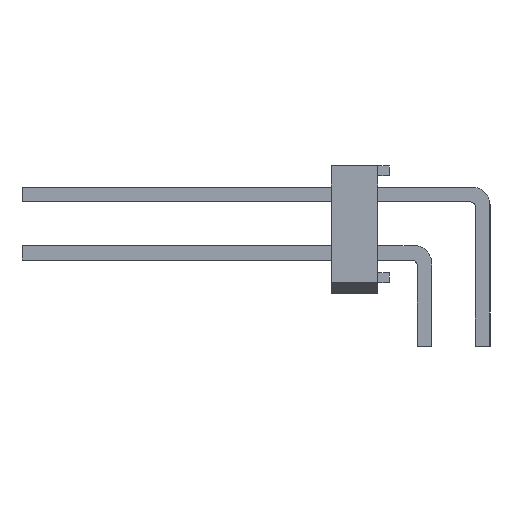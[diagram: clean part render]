
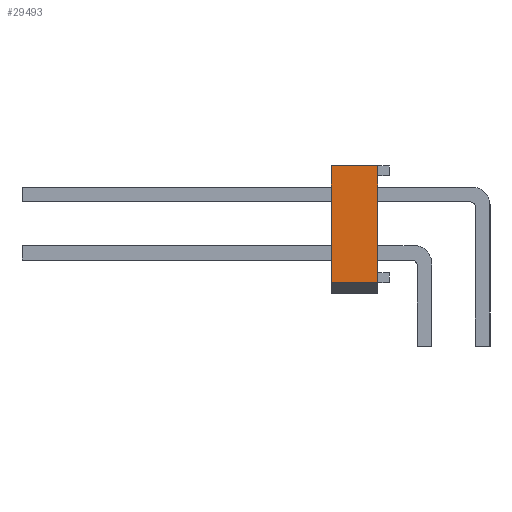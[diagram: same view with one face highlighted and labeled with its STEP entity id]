
A CAD part, left-side view. The second image highlights one B-rep face of the part: STEP entity #29493.
In plain terms, the highlighted face is planar.
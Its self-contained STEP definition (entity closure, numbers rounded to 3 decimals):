
#15770 = VERTEX_POINT('',#15771);
#15771 = CARTESIAN_POINT('',(29.21,2.54,-2.54));
#15777 = EDGE_CURVE('',#15770,#15778,#15780,.T.);
#15778 = VERTEX_POINT('',#15779);
#15779 = CARTESIAN_POINT('',(29.21,0.508,-2.54));
#15780 = LINE('',#15781,#15782);
#15781 = CARTESIAN_POINT('',(29.21,2.54,-2.54));
#15782 = VECTOR('',#15783,1.);
#15783 = DIRECTION('',(0.,-1.,0.));
#29458 = VERTEX_POINT('',#29459);
#29459 = CARTESIAN_POINT('',(29.21,0.508,2.54));
#29467 = EDGE_CURVE('',#29468,#29458,#29470,.T.);
#29468 = VERTEX_POINT('',#29469);
#29469 = CARTESIAN_POINT('',(29.21,2.54,2.54));
#29470 = LINE('',#29471,#29472);
#29471 = CARTESIAN_POINT('',(29.21,2.54,2.54));
#29472 = VECTOR('',#29473,1.);
#29473 = DIRECTION('',(0.,-1.,0.));
#29493 = ADVANCED_FACE('',(#29494),#29510,.F.);
#29494 = FACE_BOUND('',#29495,.T.);
#29495 = EDGE_LOOP('',(#29496,#29502,#29503,#29509));
#29496 = ORIENTED_EDGE('',*,*,#29497,.F.);
#29497 = EDGE_CURVE('',#15778,#29458,#29498,.T.);
#29498 = LINE('',#29499,#29500);
#29499 = CARTESIAN_POINT('',(29.21,0.508,2.54));
#29500 = VECTOR('',#29501,1.);
#29501 = DIRECTION('',(0.,0.,1.));
#29502 = ORIENTED_EDGE('',*,*,#15777,.F.);
#29503 = ORIENTED_EDGE('',*,*,#29504,.F.);
#29504 = EDGE_CURVE('',#29468,#15770,#29505,.T.);
#29505 = LINE('',#29506,#29507);
#29506 = CARTESIAN_POINT('',(29.21,2.54,2.54));
#29507 = VECTOR('',#29508,1.);
#29508 = DIRECTION('',(0.,0.,-1.));
#29509 = ORIENTED_EDGE('',*,*,#29467,.T.);
#29510 = PLANE('',#29511);
#29511 = AXIS2_PLACEMENT_3D('',#29512,#29513,#29514);
#29512 = CARTESIAN_POINT('',(29.21,2.54,2.54));
#29513 = DIRECTION('',(-1.,0.,0.));
#29514 = DIRECTION('',(0.,0.,1.));
